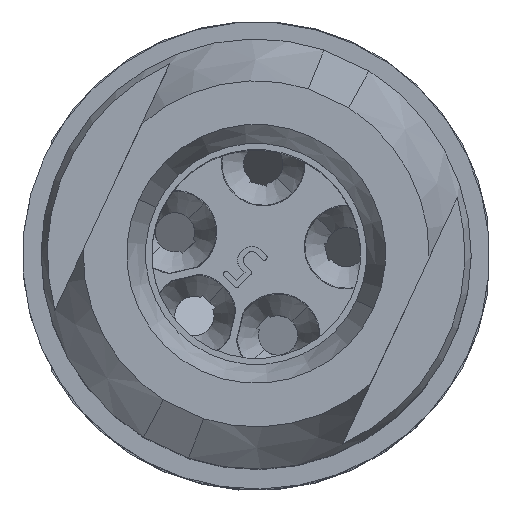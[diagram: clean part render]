
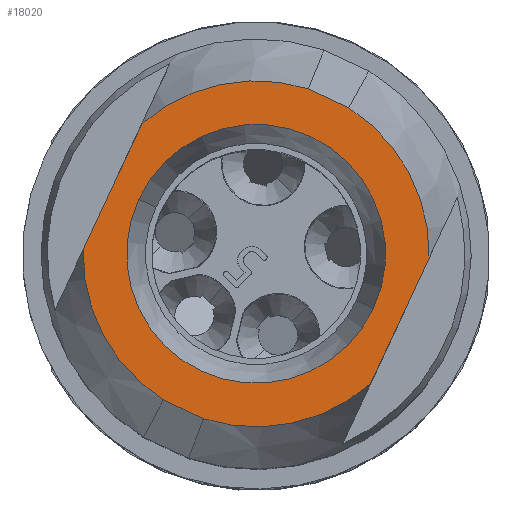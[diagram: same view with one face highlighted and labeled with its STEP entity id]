
A CAD part, top view. The second image highlights one B-rep face of the part: STEP entity #18020.
In plain terms, the highlighted face is planar.
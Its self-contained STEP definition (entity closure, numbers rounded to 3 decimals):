
#16860=CARTESIAN_POINT('',(20.483,37.125,
-60.272));
#16870=VERTEX_POINT('',#16860);
#16900=CARTESIAN_POINT('',(20.483,31.86,
-60.272));
#16910=DIRECTION('',(0.,0.,-1.));
#16920=DIRECTION('',(0.,-1.,0.));
#16930=AXIS2_PLACEMENT_3D('',#16900,#16910,#16920);
#16940=CIRCLE('',#16930,5.264);
#16950=CARTESIAN_POINT('',(15.218,31.86,
-60.272));
#16960=VERTEX_POINT('',#16950);
#16970=EDGE_CURVE('',#16960,#16870,#16940,.T.);
#16990=CARTESIAN_POINT('',(20.483,26.596,
-60.272));
#17000=VERTEX_POINT('',#16990);
#17010=EDGE_CURVE('',#17000,#16960,#16940,.T.);
#17210=CARTESIAN_POINT('',(14.331,31.86,
-60.272));
#17220=DIRECTION('',(0.,0.,-1.));
#17230=DIRECTION('',(0.,-1.,0.));
#17240=AXIS2_PLACEMENT_3D('',#17210,#17220,#17230);
#17250=PLANE('',#17240);
#17260=ORIENTED_EDGE('',*,*,#16970,.F.);
#17270=EDGE_CURVE('',#16870,#17000,#16940,.T.);
#17280=ORIENTED_EDGE('',*,*,#17270,.F.);
#17290=ORIENTED_EDGE('',*,*,#17010,.F.);
#17300=EDGE_LOOP('',(#17290,#17280,#17260));
#17310=FACE_BOUND('',#17300,.T.);
#17320=CARTESIAN_POINT('',(20.483,31.86,
-60.272));
#17330=DIRECTION('',(0.,0.,1.));
#17340=DIRECTION('',(0.,1.,0.));
#17350=AXIS2_PLACEMENT_3D('',#17320,#17330,#17340);
#17360=CIRCLE('',#17350,7.039);
#17370=CARTESIAN_POINT('',(13.502,30.955,
-60.272));
#17380=VERTEX_POINT('',#17370);
#17390=CARTESIAN_POINT('',(17.663,25.41,
-60.272));
#17400=VERTEX_POINT('',#17390);
#17410=EDGE_CURVE('',#17380,#17400,#17360,.T.);
#17420=ORIENTED_EDGE('',*,*,#17410,.F.);
#17430=CARTESIAN_POINT('',(15.493,25.41,
-60.272));
#17440=DIRECTION('',(1.,0.,0.));
#17450=VECTOR('',#17440,1.);
#17460=LINE('',#17430,#17450);
#17470=CARTESIAN_POINT('',(23.302,25.41,
-60.272));
#17480=VERTEX_POINT('',#17470);
#17490=EDGE_CURVE('',#17400,#17480,#17460,.T.);
#17500=ORIENTED_EDGE('',*,*,#17490,.F.);
#17510=CARTESIAN_POINT('',(20.483,31.86,
-60.272));
#17520=DIRECTION('',(0.,0.,1.));
#17530=DIRECTION('',(0.,1.,0.));
#17540=AXIS2_PLACEMENT_3D('',#17510,#17520,#17530);
#17550=CIRCLE('',#17540,7.039);
#17560=CARTESIAN_POINT('',(27.464,30.955,
-60.272));
#17570=VERTEX_POINT('',#17560);
#17580=EDGE_CURVE('',#17480,#17570,#17550,.T.);
#17590=ORIENTED_EDGE('',*,*,#17580,.F.);
#17600=CARTESIAN_POINT('',(27.464,31.86,
-60.272));
#17610=DIRECTION('',(0.,-1.,0.));
#17620=VECTOR('',#17610,1.);
#17630=LINE('',#17600,#17620);
#17640=CARTESIAN_POINT('',(27.464,32.766,
-60.272));
#17650=VERTEX_POINT('',#17640);
#17660=EDGE_CURVE('',#17650,#17570,#17630,.T.);
#17670=ORIENTED_EDGE('',*,*,#17660,.T.);
#17680=CARTESIAN_POINT('',(20.483,31.86,
-60.272));
#17690=DIRECTION('',(0.,0.,1.));
#17700=DIRECTION('',(0.,1.,0.));
#17710=AXIS2_PLACEMENT_3D('',#17680,#17690,#17700);
#17720=CIRCLE('',#17710,7.039);
#17730=CARTESIAN_POINT('',(23.302,38.31,
-60.272));
#17740=VERTEX_POINT('',#17730);
#17750=EDGE_CURVE('',#17650,#17740,#17720,.T.);
#17760=ORIENTED_EDGE('',*,*,#17750,.F.);
#17770=CARTESIAN_POINT('',(15.493,38.31,
-60.272));
#17780=DIRECTION('',(1.,0.,0.));
#17790=VECTOR('',#17780,1.);
#17800=LINE('',#17770,#17790);
#17810=CARTESIAN_POINT('',(17.663,38.31,
-60.272));
#17820=VERTEX_POINT('',#17810);
#17830=EDGE_CURVE('',#17820,#17740,#17800,.T.);
#17840=ORIENTED_EDGE('',*,*,#17830,.T.);
#17850=CARTESIAN_POINT('',(20.483,31.86,
-60.272));
#17860=DIRECTION('',(0.,0.,1.));
#17870=DIRECTION('',(0.,1.,0.));
#17880=AXIS2_PLACEMENT_3D('',#17850,#17860,#17870);
#17890=CIRCLE('',#17880,7.039);
#17900=CARTESIAN_POINT('',(13.502,32.766,
-60.272));
#17910=VERTEX_POINT('',#17900);
#17920=EDGE_CURVE('',#17820,#17910,#17890,.T.);
#17930=ORIENTED_EDGE('',*,*,#17920,.F.);
#17940=CARTESIAN_POINT('',(13.502,31.86,
-60.272));
#17950=DIRECTION('',(0.,1.,0.));
#17960=VECTOR('',#17950,1.);
#17970=LINE('',#17940,#17960);
#17980=EDGE_CURVE('',#17380,#17910,#17970,.T.);
#17990=ORIENTED_EDGE('',*,*,#17980,.T.);
#18000=EDGE_LOOP('',(#17990,#17930,#17840,#17760,#17670,#17590,#17500,
#17420));
#18010=FACE_OUTER_BOUND('',#18000,.T.);
#18020=ADVANCED_FACE('',(#17310,#18010),#17250,.T.);
